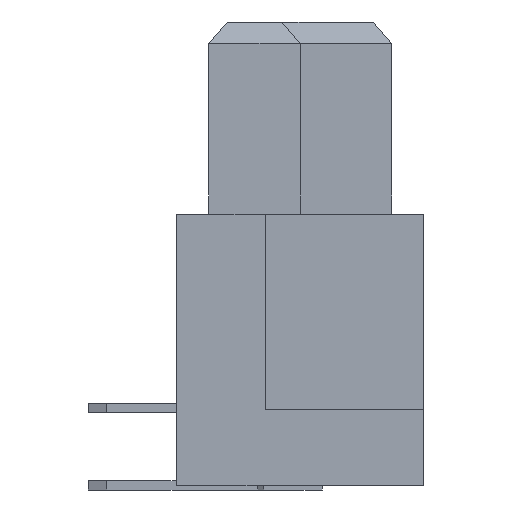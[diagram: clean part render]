
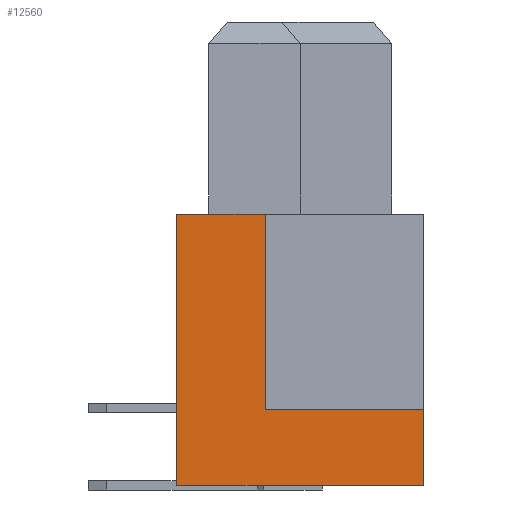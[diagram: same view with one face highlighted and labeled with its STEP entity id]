
A CAD part, left-side view. The second image highlights one B-rep face of the part: STEP entity #12560.
In plain terms, the highlighted planar face has unit normal (-1, 0, 0).
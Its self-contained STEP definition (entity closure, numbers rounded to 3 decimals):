
#12010=CARTESIAN_POINT('',(61.51,7.05,5.2));
#12020=DIRECTION('',(-1.,0.,0.));
#12030=DIRECTION('',(0.,-1.,0.));
#12040=AXIS2_PLACEMENT_3D('',#12010,#12020,#12030);
#12050=PLANE('',#12040);
#12060=CARTESIAN_POINT('',(61.51,5.2,5.2));
#12070=DIRECTION('',(0.,0.,-1.));
#12080=VECTOR('',#12070,1.);
#12090=LINE('',#12060,#12080);
#12100=CARTESIAN_POINT('',(61.51,5.2,5.2));
#12110=VERTEX_POINT('',#12100);
#12120=CARTESIAN_POINT('',(61.51,5.2,-1.2));
#12130=VERTEX_POINT('',#12120);
#12140=EDGE_CURVE('',#12110,#12130,#12090,.T.);
#12150=ORIENTED_EDGE('',*,*,#12140,.F.);
#12160=CARTESIAN_POINT('',(61.51,4.05,-1.2));
#12170=DIRECTION('',(0.,-1.,0.));
#12180=VECTOR('',#12170,1.);
#12190=LINE('',#12160,#12180);
#12200=CARTESIAN_POINT('',(61.51,0.,-1.2));
#12210=VERTEX_POINT('',#12200);
#12220=EDGE_CURVE('',#12130,#12210,#12190,.T.);
#12230=ORIENTED_EDGE('',*,*,#12220,.F.);
#12240=CARTESIAN_POINT('',(61.51,0.,5.2));
#12250=DIRECTION('',(0.,0.,-1.));
#12260=VECTOR('',#12250,1.);
#12270=LINE('',#12240,#12260);
#12280=CARTESIAN_POINT('',(61.51,0.,-3.7));
#12290=VERTEX_POINT('',#12280);
#12300=EDGE_CURVE('',#12210,#12290,#12270,.T.);
#12310=ORIENTED_EDGE('',*,*,#12300,.F.);
#12320=CARTESIAN_POINT('',(61.51,0.,-3.7));
#12330=DIRECTION('',(0.,1.,0.));
#12340=VECTOR('',#12330,1.);
#12350=LINE('',#12320,#12340);
#12360=CARTESIAN_POINT('',(61.51,8.1,-3.7));
#12370=VERTEX_POINT('',#12360);
#12380=EDGE_CURVE('',#12290,#12370,#12350,.T.);
#12390=ORIENTED_EDGE('',*,*,#12380,.F.);
#12400=CARTESIAN_POINT('',(61.51,8.1,5.2));
#12410=DIRECTION('',(0.,0.,-1.));
#12420=VECTOR('',#12410,1.);
#12430=LINE('',#12400,#12420);
#12440=CARTESIAN_POINT('',(61.51,8.1,5.2));
#12450=VERTEX_POINT('',#12440);
#12460=EDGE_CURVE('',#12450,#12370,#12430,.T.);
#12470=ORIENTED_EDGE('',*,*,#12460,.T.);
#12480=CARTESIAN_POINT('',(61.51,0.,5.2));
#12490=DIRECTION('',(0.,1.,0.));
#12500=VECTOR('',#12490,1.);
#12510=LINE('',#12480,#12500);
#12520=EDGE_CURVE('',#12110,#12450,#12510,.T.);
#12530=ORIENTED_EDGE('',*,*,#12520,.T.);
#12540=EDGE_LOOP('',(#12530,#12470,#12390,#12310,#12230,#12150));
#12550=FACE_OUTER_BOUND('',#12540,.T.);
#12560=ADVANCED_FACE('',(#12550),#12050,.T.);
